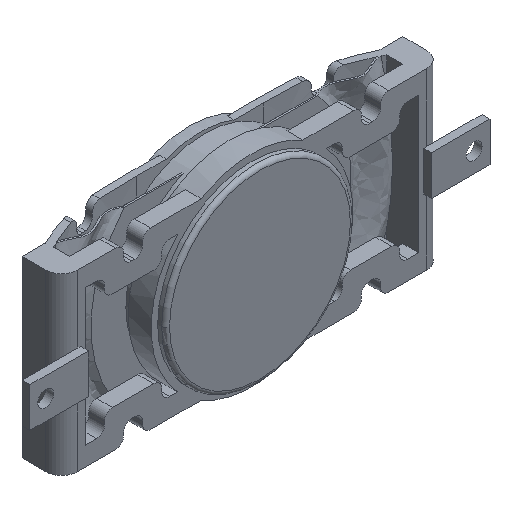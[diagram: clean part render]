
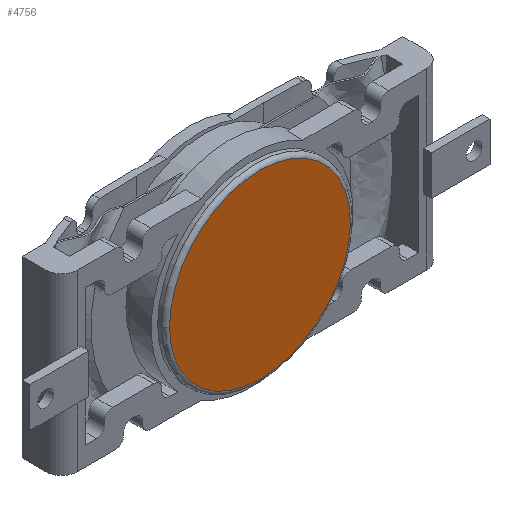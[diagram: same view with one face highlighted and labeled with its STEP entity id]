
A CAD part, isometric view. The second image highlights one B-rep face of the part: STEP entity #4756.
In plain terms, the highlighted planar face has unit normal (0, -1, 0).
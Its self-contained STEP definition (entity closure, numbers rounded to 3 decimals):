
#288=CIRCLE('',#4897,5.7);
#560=FACE_OUTER_BOUND('',#819,.T.);
#819=EDGE_LOOP('',(#3874));
#1811=VERTEX_POINT('',#6465);
#2307=EDGE_CURVE('',#1811,#1811,#288,.T.);
#3874=ORIENTED_EDGE('',*,*,#2307,.T.);
#4551=PLANE('',#5122);
#4756=ADVANCED_FACE('',(#560),#4551,.F.);
#4897=AXIS2_PLACEMENT_3D('',#6466,#5300,#5301);
#5122=AXIS2_PLACEMENT_3D('',#9379,#6020,#6021);
#5300=DIRECTION('center_axis',(0.,-1.,0.));
#5301=DIRECTION('ref_axis',(1.,0.,0.));
#6020=DIRECTION('center_axis',(0.,1.,0.));
#6021=DIRECTION('ref_axis',(1.,0.,0.));
#6465=CARTESIAN_POINT('',(8.8,0.,-6.322));
#6466=CARTESIAN_POINT('Origin',(14.5,0.,-6.365));
#9379=CARTESIAN_POINT('Origin',(14.5,0.,-6.365));
